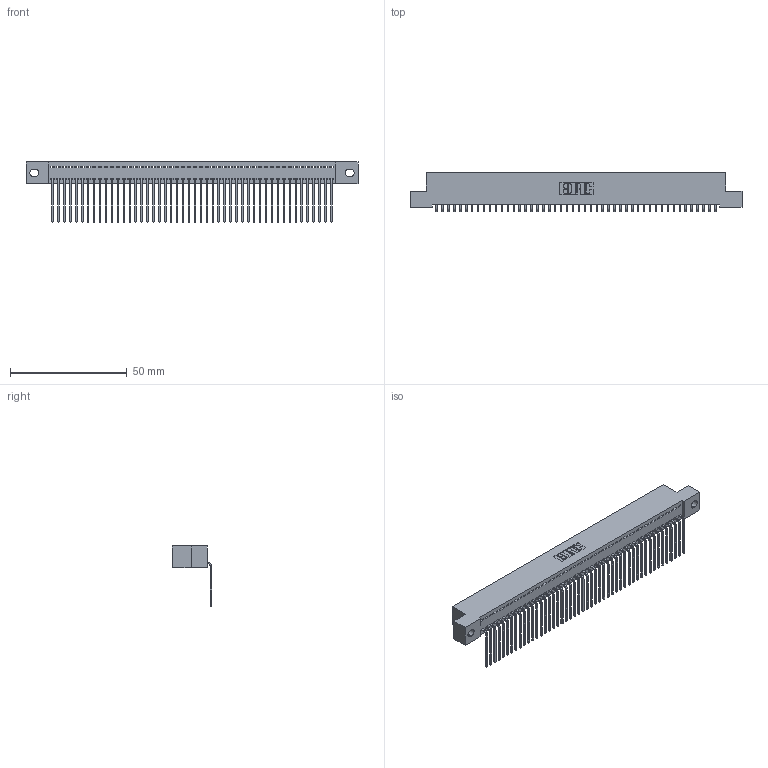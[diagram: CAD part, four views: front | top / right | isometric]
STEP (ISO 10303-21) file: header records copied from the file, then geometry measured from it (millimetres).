
FILE_DESCRIPTION (( 'STEP AP203' ), '1' );
FILE_NAME ('342-048-559-102.STEP', '2019-10-02T22:29:46', ( '' ), ( '' ), 'SwSTEP 2.0', 'SolidWorks 2016', '' );
FILE_SCHEMA (( 'CONFIG_CONTROL_DESIGN' ));
Length unit declared in the file: inch
Products named in the file (3): 345-292-001_558 559 Tail - 1; 342-048-559-102; 342 Part_.128 Slot
Assembly tree (49 placements, depth 2):
  342-048-559-102
    342 Part_.128 Slot
    345-292-001_558 559 Tail - 1  x48
Bounding box: 142.24 x 16.83 x 25.78 mm (x, y, z)
Volume: 12601.5 mm3; surface area: 19284.6 mm2
Topology: 49 solids, 49 shells, 2994 faces, 9047 edges, 5966 vertices
Faces by surface type: plane 2182, cylinder 812
Entity records: 28655 total; most frequent: CARTESIAN_POINT 4950, ORIENTED_EDGE 4934, DIRECTION 4163, EDGE_CURVE 2467, VECTOR 2339, LINE 2339, VERTEX_POINT 1642, AXIS2_PLACEMENT_3D 912
